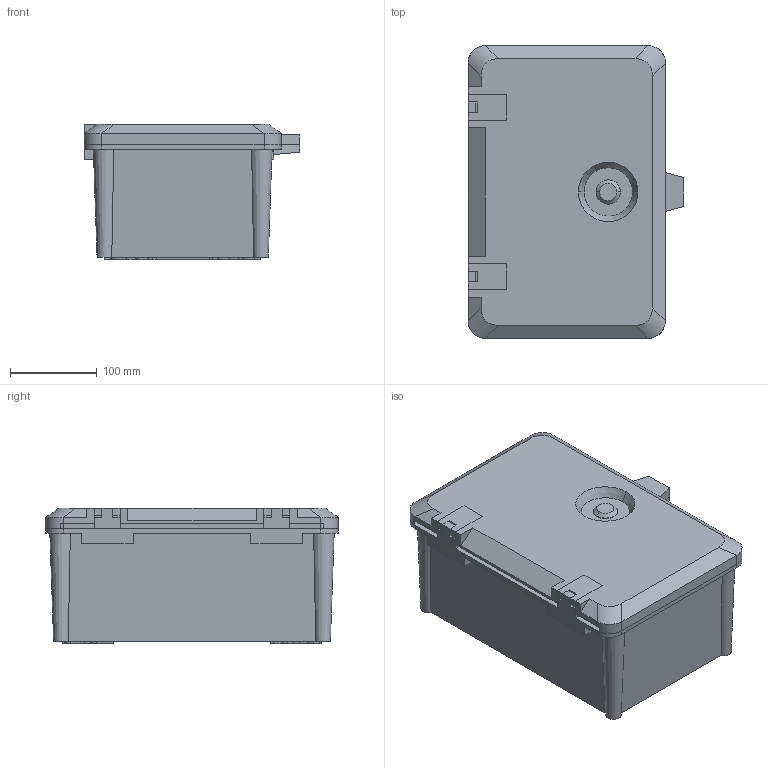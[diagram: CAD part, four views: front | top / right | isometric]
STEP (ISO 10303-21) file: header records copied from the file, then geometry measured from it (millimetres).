
FILE_DESCRIPTION (( 'STEP AP214' ), '1' );
FILE_NAME ('MKP21-N-023-033-15-65.step', '2025-02-09T19:31:24', ( '' ), ( '' ), 'SwSTEP 2.0', 'SolidWorks 2022', '' );
FILE_SCHEMA (( 'AUTOMOTIVE_DESIGN' ));
Length unit declared in the file: millimetre
Products named in the file (8): ШРК 23X33Х151; ШРК 23X33Х154; ШРК 23X33Х156; ШРК 23X33Х155; ШРК 23X33Х158; MKP21-N-023-033-15-65; ШРК 23X33Х152; ШРК 23X33Х153
Assembly tree (7 placements, depth 2):
  MKP21-N-023-033-15-65
    ШРК 23X33Х151
    ШРК 23X33Х152
    ШРК 23X33Х153
    ШРК 23X33Х154
    ШРК 23X33Х155
    ШРК 23X33Х156
    ШРК 23X33Х158
Bounding box: 249.5 x 338 x 157 mm (x, y, z)
Volume: 1403169.8 mm3; surface area: 642172.6 mm2
Topology: 7 solids, 7 shells, 261 faces, 683 edges, 453 vertices
Faces by surface type: plane 194, cylinder 55, cone 12
Entity records: 8657 total; most frequent: CARTESIAN_POINT 1807, ORIENTED_EDGE 1366, DIRECTION 1324, EDGE_CURVE 683, VECTOR 536, LINE 536, VERTEX_POINT 453, AXIS2_PLACEMENT_3D 394
